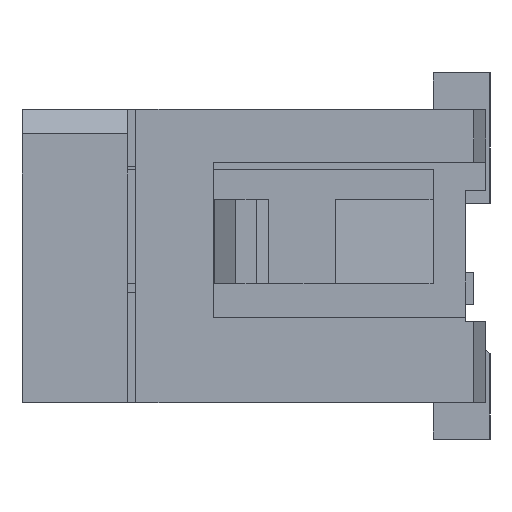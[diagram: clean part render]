
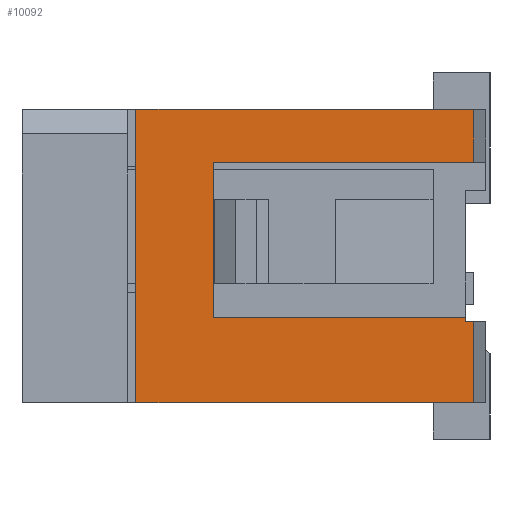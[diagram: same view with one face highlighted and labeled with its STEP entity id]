
A CAD part, left-side view. The second image highlights one B-rep face of the part: STEP entity #10092.
In plain terms, the highlighted planar face has unit normal (-1, 0, 0).
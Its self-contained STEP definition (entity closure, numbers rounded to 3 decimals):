
#1=DIRECTION('',(0.,0.,-1.));
#2=VECTOR('',#1,3.6);
#3=CARTESIAN_POINT('',(-10.425,4.3,1.8));
#4=LINE('',#3,#2);
#5=DIRECTION('',(0.,-1.,0.));
#6=VECTOR('',#5,4.15);
#7=CARTESIAN_POINT('',(-10.425,4.3,1.8));
#8=LINE('',#7,#6);
#9=DIRECTION('',(0.,0.,-1.));
#10=VECTOR('',#9,0.65);
#11=CARTESIAN_POINT('',(-10.425,0.15,1.8));
#12=LINE('',#11,#10);
#13=DIRECTION('',(0.,1.,0.));
#14=VECTOR('',#13,3.2);
#15=CARTESIAN_POINT('',(-10.425,0.15,1.15));
#16=LINE('',#15,#14);
#17=DIRECTION('',(0.,0.,-1.));
#18=VECTOR('',#17,1.9);
#19=CARTESIAN_POINT('',(-10.425,3.35,1.15));
#20=LINE('',#19,#18);
#21=DIRECTION('',(0.,1.,0.));
#22=VECTOR('',#21,3.1);
#23=CARTESIAN_POINT('',(-10.425,0.25,-0.75));
#24=LINE('',#23,#22);
#25=DIRECTION('',(0.,0.,-1.));
#26=VECTOR('',#25,0.05);
#27=CARTESIAN_POINT('',(-10.425,0.25,-0.75));
#28=LINE('',#27,#26);
#29=DIRECTION('',(0.,-1.,0.));
#30=VECTOR('',#29,0.1);
#31=CARTESIAN_POINT('',(-10.425,0.25,-0.8));
#32=LINE('',#31,#30);
#33=DIRECTION('',(0.,0.,-1.));
#34=VECTOR('',#33,1.);
#35=CARTESIAN_POINT('',(-10.425,0.15,-0.8));
#36=LINE('',#35,#34);
#37=DIRECTION('',(0.,1.,0.));
#38=VECTOR('',#37,4.15);
#39=CARTESIAN_POINT('',(-10.425,0.15,-1.8));
#40=LINE('',#39,#38);
#7605=CARTESIAN_POINT('',(-10.425,4.3,1.8));
#7606=CARTESIAN_POINT('',(-10.425,4.3,-1.8));
#7607=VERTEX_POINT('',#7605);
#7608=VERTEX_POINT('',#7606);
#7617=CARTESIAN_POINT('',(-10.425,0.15,1.8));
#7618=VERTEX_POINT('',#7617);
#7625=CARTESIAN_POINT('',(-10.425,0.15,-1.8));
#7626=VERTEX_POINT('',#7625);
#7681=CARTESIAN_POINT('',(-10.425,0.15,1.15));
#7682=VERTEX_POINT('',#7681);
#7683=CARTESIAN_POINT('',(-10.425,0.15,-0.8));
#7684=VERTEX_POINT('',#7683);
#7705=CARTESIAN_POINT('',(-10.425,0.25,-0.8));
#7706=VERTEX_POINT('',#7705);
#7829=CARTESIAN_POINT('',(-10.425,3.35,1.15));
#7830=CARTESIAN_POINT('',(-10.425,3.35,-0.75));
#7831=VERTEX_POINT('',#7829);
#7832=VERTEX_POINT('',#7830);
#7833=CARTESIAN_POINT('',(-10.425,0.25,-0.75));
#7834=VERTEX_POINT('',#7833);
#10065=CARTESIAN_POINT('',(-10.425,0.,0.));
#10066=DIRECTION('',(1.,0.,0.));
#10067=DIRECTION('',(0.,-1.,0.));
#10068=AXIS2_PLACEMENT_3D('',#10065,#10066,#10067);
#10069=PLANE('',#10068);
#10071=ORIENTED_EDGE('',*,*,#10070,.F.);
#10073=ORIENTED_EDGE('',*,*,#10072,.T.);
#10075=ORIENTED_EDGE('',*,*,#10074,.T.);
#10077=ORIENTED_EDGE('',*,*,#10076,.T.);
#10079=ORIENTED_EDGE('',*,*,#10078,.T.);
#10081=ORIENTED_EDGE('',*,*,#10080,.F.);
#10083=ORIENTED_EDGE('',*,*,#10082,.T.);
#10085=ORIENTED_EDGE('',*,*,#10084,.T.);
#10087=ORIENTED_EDGE('',*,*,#10086,.T.);
#10089=ORIENTED_EDGE('',*,*,#10088,.T.);
#10090=EDGE_LOOP('',(#10071,#10073,#10075,#10077,#10079,#10081,#10083,#10085,
#10087,#10089));
#10091=FACE_OUTER_BOUND('',#10090,.F.);
#10092=ADVANCED_FACE('',(#10091),#10069,.F.);
#10070=EDGE_CURVE('',#7607,#7608,#4,.T.);
#10072=EDGE_CURVE('',#7607,#7618,#8,.T.);
#10074=EDGE_CURVE('',#7618,#7682,#12,.T.);
#10076=EDGE_CURVE('',#7682,#7831,#16,.T.);
#10078=EDGE_CURVE('',#7831,#7832,#20,.T.);
#10080=EDGE_CURVE('',#7834,#7832,#24,.T.);
#10082=EDGE_CURVE('',#7834,#7706,#28,.T.);
#10084=EDGE_CURVE('',#7706,#7684,#32,.T.);
#10086=EDGE_CURVE('',#7684,#7626,#36,.T.);
#10088=EDGE_CURVE('',#7626,#7608,#40,.T.);
